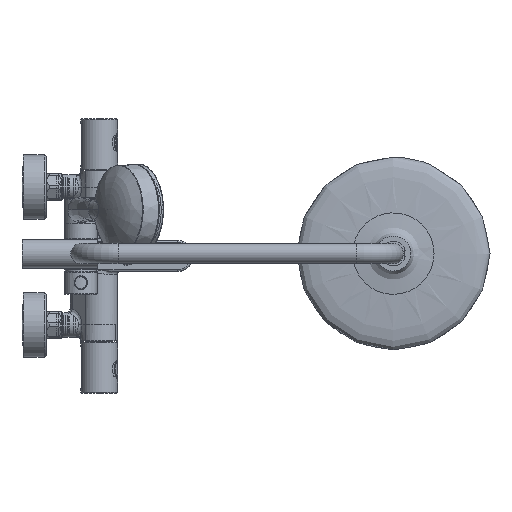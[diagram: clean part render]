
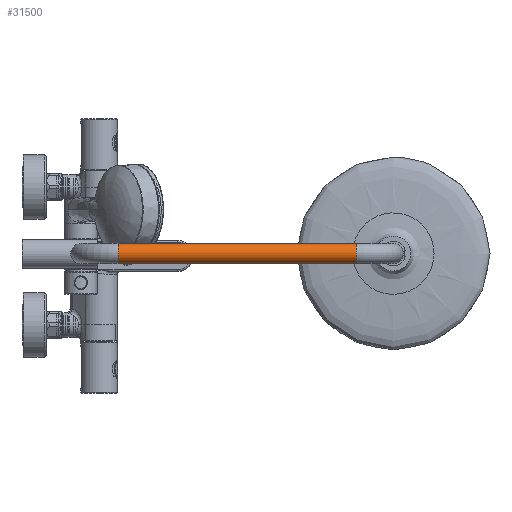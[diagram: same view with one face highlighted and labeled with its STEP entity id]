
A CAD part, top view. The second image highlights one B-rep face of the part: STEP entity #31500.
In plain terms, the highlighted cylindrical face has radius 11 mm (diameter 22 mm), a full revolution.
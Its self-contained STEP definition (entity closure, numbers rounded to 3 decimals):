
#2062=CYLINDRICAL_SURFACE('',#34222,11.);
#2793=CIRCLE('',#34221,11.);
#2794=CIRCLE('',#34223,11.);
#11047=ORIENTED_EDGE('',*,*,#16169,.T.);
#11048=ORIENTED_EDGE('',*,*,#16170,.F.);
#16169=EDGE_CURVE('',#19915,#19915,#2793,.F.);
#16170=EDGE_CURVE('',#19916,#19916,#2794,.F.);
#19915=VERTEX_POINT('',#106077);
#19916=VERTEX_POINT('',#106080);
#26320=EDGE_LOOP('',(#11047));
#26321=EDGE_LOOP('',(#11048));
#29134=FACE_BOUND('',#26320,.T.);
#29135=FACE_BOUND('',#26321,.T.);
#31500=ADVANCED_FACE('',(#29134,#29135),#2062,.T.);
#34221=AXIS2_PLACEMENT_3D('',#106076,#37123,#37124);
#34222=AXIS2_PLACEMENT_3D('',#106078,#37125,#37126);
#34223=AXIS2_PLACEMENT_3D('',#106079,#37127,#37128);
#37123=DIRECTION('',(1.,0.,0.));
#37124=DIRECTION('',(0.,0.,1.));
#37125=DIRECTION('',(1.,0.,0.));
#37126=DIRECTION('',(0.,0.,-1.));
#37127=DIRECTION('',(1.,0.,0.));
#37128=DIRECTION('',(0.,0.,1.));
#106076=CARTESIAN_POINT('',(299.5,0.,1563.));
#106077=CARTESIAN_POINT('',(299.5,0.,1574.));
#106078=CARTESIAN_POINT('',(40.5,0.,1563.));
#106079=CARTESIAN_POINT('',(40.5,0.,1563.));
#106080=CARTESIAN_POINT('',(40.5,0.,1574.));
